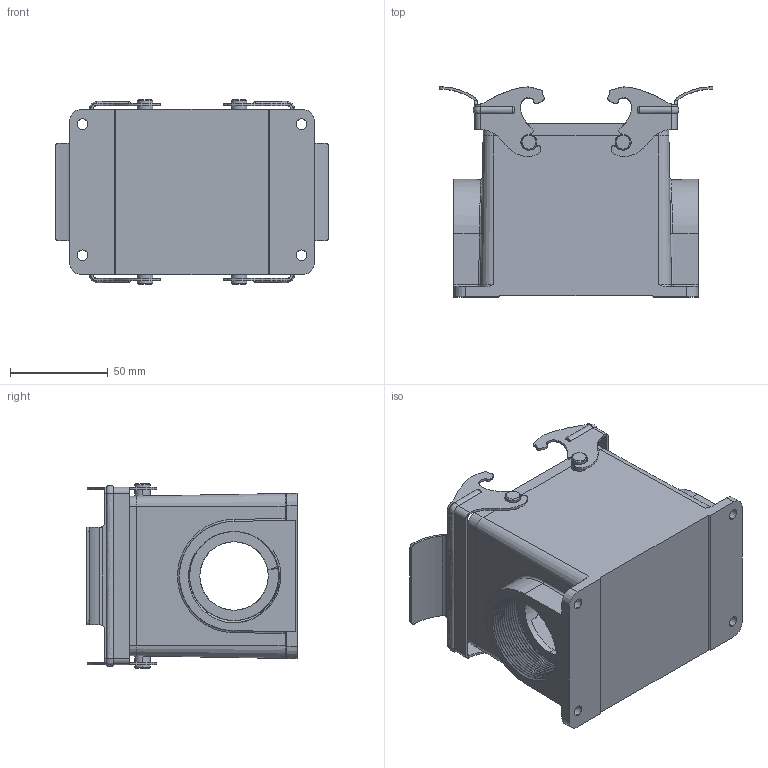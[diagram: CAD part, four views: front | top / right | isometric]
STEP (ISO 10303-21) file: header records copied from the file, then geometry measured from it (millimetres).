
FILE_DESCRIPTION (( 'STEP AP214' ), '1' );
FILE_NAME ('ZP-MC32B-2-DSM36M.step', '2015-08-12T18:07:10', ( '' ), ( '' ), 'SwSTEP 2.0', 'SolidWorks 2014', '' );
FILE_SCHEMA (( 'AUTOMOTIVE_DESIGN' ));
Length unit declared in the file: millimetre
Products named in the file (1): ZP-MC32B-2-DSM36M
Bounding box: 140.05 x 107.49 x 94.35 mm (x, y, z)
Volume: 261887.1 mm3; surface area: 104508.4 mm2
Topology: 1 solids, 1 shells, 357 faces, 981 edges, 635 vertices
Faces by surface type: cylinder 152, plane 127, cone 40, bspline 30, sphere 4, torus 4
Entity records: 20623 total; most frequent: CARTESIAN_POINT 9224, ORIENTED_EDGE 1954, DIRECTION 1625, EDGE_CURVE 977, VERTEX_POINT 635, AXIS2_PLACEMENT_3D 572, LINE 481, VECTOR 481
